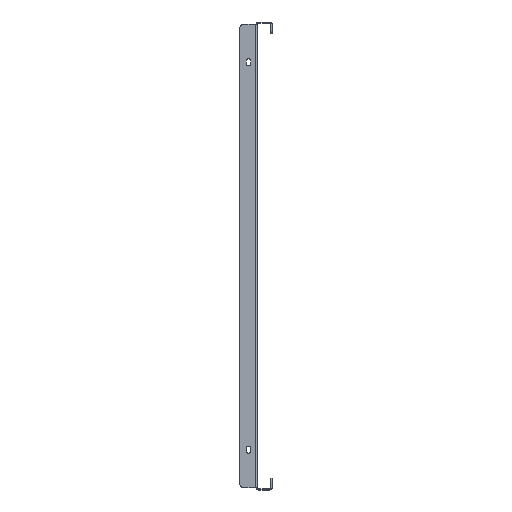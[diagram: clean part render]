
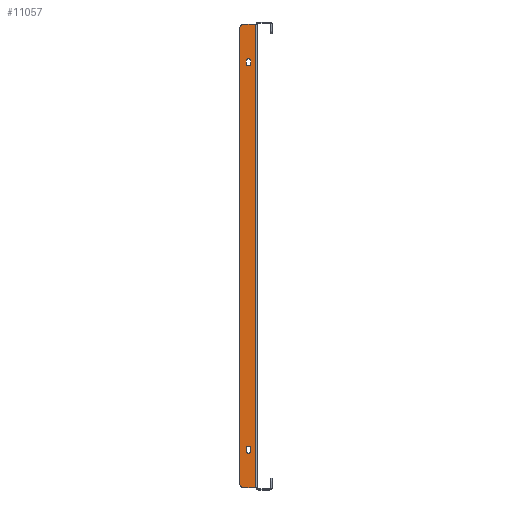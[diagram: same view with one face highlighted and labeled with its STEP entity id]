
A CAD part, left-side view. The second image highlights one B-rep face of the part: STEP entity #11057.
In plain terms, the highlighted planar face has unit normal (-1, 0, 0).
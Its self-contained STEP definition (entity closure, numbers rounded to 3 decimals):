
#95 = EDGE_CURVE ( 'NONE', #10951, #3868, #22073, .T. ) ;
#353 = EDGE_CURVE ( 'NONE', #12453, #10951, #3418, .T. ) ;
#379 = VECTOR ( 'NONE', #12342, 1000. ) ;
#510 = DIRECTION ( 'NONE',  ( -1., 0., 0. ) ) ;
#1242 = DIRECTION ( 'NONE',  ( 0., -1., 0. ) ) ;
#1556 = EDGE_LOOP ( 'NONE', ( #21649, #20316, #7246, #8894 ) ) ;
#1603 = AXIS2_PLACEMENT_3D ( 'NONE', #14580, #16458, #14702 ) ;
#1607 = CARTESIAN_POINT ( 'NONE',  ( -296., 1.5, 0. ) ) ;
#1637 = DIRECTION ( 'NONE',  ( 0., -1., 0. ) ) ;
#1641 = CARTESIAN_POINT ( 'NONE',  ( -296., 1.5, 295.5 ) ) ;
#2024 = EDGE_CURVE ( 'NONE', #15667, #5421, #19375, .T. ) ;
#2102 = CARTESIAN_POINT ( 'NONE',  ( -296., 12.75, -245.25 ) ) ;
#2112 = VERTEX_POINT ( 'NONE', #5636 ) ;
#2768 = CARTESIAN_POINT ( 'NONE',  ( -296., 0., 0. ) ) ;
#2912 = EDGE_LOOP ( 'NONE', ( #8397, #20884, #8897, #9630, #21046, #10811 ) ) ;
#2991 = DIRECTION ( 'NONE',  ( -1., 0., 0. ) ) ;
#3293 = CIRCLE ( 'NONE', #10431, 2.75 ) ;
#3397 = DIRECTION ( 'NONE',  ( 0., 0., 1. ) ) ;
#3418 = LINE ( 'NONE', #7275, #379 ) ;
#3434 = CIRCLE ( 'NONE', #4563, 2.75 ) ;
#3720 = VERTEX_POINT ( 'NONE', #17451 ) ;
#3761 = VERTEX_POINT ( 'NONE', #12520 ) ;
#3868 = VERTEX_POINT ( 'NONE', #4496 ) ;
#3920 = CARTESIAN_POINT ( 'NONE',  ( -296., 7.25, 245.25 ) ) ;
#3978 = DIRECTION ( 'NONE',  ( 0., -1., 0. ) ) ;
#4496 = CARTESIAN_POINT ( 'NONE',  ( -296., 7.25, 245.25 ) ) ;
#4563 = AXIS2_PLACEMENT_3D ( 'NONE', #17723, #20996, #21233 ) ;
#4717 = CARTESIAN_POINT ( 'NONE',  ( -296., 7.25, -245.25 ) ) ;
#5168 = AXIS2_PLACEMENT_3D ( 'NONE', #18291, #9505, #3978 ) ;
#5421 = VERTEX_POINT ( 'NONE', #18329 ) ;
#5565 = DIRECTION ( 'NONE',  ( 0., 0., 1. ) ) ;
#5636 = CARTESIAN_POINT ( 'NONE',  ( -296., 21., 290.5 ) ) ;
#6077 = VECTOR ( 'NONE', #1637, 1000. ) ;
#6605 = ORIENTED_EDGE ( 'NONE', *, *, #2024, .F. ) ;
#7035 = CIRCLE ( 'NONE', #5168, 2.75 ) ;
#7246 = ORIENTED_EDGE ( 'NONE', *, *, #16663, .F. ) ;
#7275 = CARTESIAN_POINT ( 'NONE',  ( -296., 12.75, 245.25 ) ) ;
#7653 = DIRECTION ( 'NONE',  ( 0., -1., 0. ) ) ;
#7761 = CARTESIAN_POINT ( 'NONE',  ( -296., 10., 245.25 ) ) ;
#7829 = EDGE_CURVE ( 'NONE', #11147, #13354, #19438, .T. ) ;
#7899 = LINE ( 'NONE', #3920, #16800 ) ;
#8306 = CARTESIAN_POINT ( 'NONE',  ( -296., 12.75, 248.75 ) ) ;
#8397 = ORIENTED_EDGE ( 'NONE', *, *, #12092, .F. ) ;
#8894 = ORIENTED_EDGE ( 'NONE', *, *, #17757, .F. ) ;
#8897 = ORIENTED_EDGE ( 'NONE', *, *, #9508, .F. ) ;
#8913 = LINE ( 'NONE', #19359, #13198 ) ;
#9239 = VERTEX_POINT ( 'NONE', #12871 ) ;
#9505 = DIRECTION ( 'NONE',  ( -1., 0., 0. ) ) ;
#9508 = EDGE_CURVE ( 'NONE', #9239, #2112, #14287, .T. ) ;
#9630 = ORIENTED_EDGE ( 'NONE', *, *, #21761, .T. ) ;
#9926 = FACE_BOUND ( 'NONE', #10631, .T. ) ;
#10156 = FACE_BOUND ( 'NONE', #1556, .T. ) ;
#10276 = VERTEX_POINT ( 'NONE', #4717 ) ;
#10431 = AXIS2_PLACEMENT_3D ( 'NONE', #20402, #16322, #12910 ) ;
#10631 = EDGE_LOOP ( 'NONE', ( #20482, #15735, #21063, #6605 ) ) ;
#10805 = CARTESIAN_POINT ( 'NONE',  ( -296., 12.75, -245.25 ) ) ;
#10811 = ORIENTED_EDGE ( 'NONE', *, *, #7829, .T. ) ;
#10843 = CARTESIAN_POINT ( 'NONE',  ( -296., 1.5, -295.5 ) ) ;
#10951 = VERTEX_POINT ( 'NONE', #20129 ) ;
#11057 = ADVANCED_FACE ( 'NONE', ( #10156, #9926, #17321 ), #17430, .T. ) ;
#11147 = VERTEX_POINT ( 'NONE', #10843 ) ;
#11445 = CARTESIAN_POINT ( 'NONE',  ( -296., 7.25, 248.75 ) ) ;
#11729 = CIRCLE ( 'NONE', #1603, 5. ) ;
#11955 = AXIS2_PLACEMENT_3D ( 'NONE', #7761, #510, #7653 ) ;
#12092 = EDGE_CURVE ( 'NONE', #3720, #13354, #12318, .T. ) ;
#12318 = LINE ( 'NONE', #19469, #6077 ) ;
#12322 = CARTESIAN_POINT ( 'NONE',  ( -296., 7.25, -245.25 ) ) ;
#12342 = DIRECTION ( 'NONE',  ( 0., 0., -1. ) ) ;
#12453 = VERTEX_POINT ( 'NONE', #8306 ) ;
#12520 = CARTESIAN_POINT ( 'NONE',  ( -296., 7.25, -248.75 ) ) ;
#12871 = CARTESIAN_POINT ( 'NONE',  ( -296., 21., -290.5 ) ) ;
#12910 = DIRECTION ( 'NONE',  ( 0., 1., 0. ) ) ;
#13198 = VECTOR ( 'NONE', #15863, 1000. ) ;
#13270 = VERTEX_POINT ( 'NONE', #15743 ) ;
#13349 = EDGE_CURVE ( 'NONE', #3761, #10276, #21234, .T. ) ;
#13354 = VERTEX_POINT ( 'NONE', #1641 ) ;
#13923 = VECTOR ( 'NONE', #3397, 1000. ) ;
#14260 = EDGE_CURVE ( 'NONE', #10276, #15667, #3434, .T. ) ;
#14270 = EDGE_CURVE ( 'NONE', #11147, #13270, #8913, .T. ) ;
#14287 = LINE ( 'NONE', #21427, #20098 ) ;
#14580 = CARTESIAN_POINT ( 'NONE',  ( -296., 16., -290.5 ) ) ;
#14702 = DIRECTION ( 'NONE',  ( 0., -1., 0. ) ) ;
#15667 = VERTEX_POINT ( 'NONE', #2102 ) ;
#15735 = ORIENTED_EDGE ( 'NONE', *, *, #13349, .F. ) ;
#15743 = CARTESIAN_POINT ( 'NONE',  ( -296., 16., -295.5 ) ) ;
#15863 = DIRECTION ( 'NONE',  ( 0., 1., 0. ) ) ;
#15915 = VECTOR ( 'NONE', #21309, 1000. ) ;
#16268 = DIRECTION ( 'NONE',  ( 0., -1., 0. ) ) ;
#16322 = DIRECTION ( 'NONE',  ( -1., 0., 0. ) ) ;
#16458 = DIRECTION ( 'NONE',  ( -1., 0., 0. ) ) ;
#16663 = EDGE_CURVE ( 'NONE', #22705, #12453, #7035, .T. ) ;
#16721 = EDGE_CURVE ( 'NONE', #5421, #3761, #3293, .T. ) ;
#16800 = VECTOR ( 'NONE', #5565, 1000. ) ;
#17321 = FACE_OUTER_BOUND ( 'NONE', #2912, .T. ) ;
#17430 = PLANE ( 'NONE',  #18383 ) ;
#17451 = CARTESIAN_POINT ( 'NONE',  ( -296., 16., 295.5 ) ) ;
#17552 = DIRECTION ( 'NONE',  ( -1., 0., 0. ) ) ;
#17633 = EDGE_CURVE ( 'NONE', #3720, #2112, #22829, .T. ) ;
#17723 = CARTESIAN_POINT ( 'NONE',  ( -296., 10., -245.25 ) ) ;
#17757 = EDGE_CURVE ( 'NONE', #3868, #22705, #7899, .T. ) ;
#17781 = CARTESIAN_POINT ( 'NONE',  ( -296., 16., 290.5 ) ) ;
#17959 = DIRECTION ( 'NONE',  ( 0., 0., -1. ) ) ;
#18291 = CARTESIAN_POINT ( 'NONE',  ( -296., 10., 248.75 ) ) ;
#18329 = CARTESIAN_POINT ( 'NONE',  ( -296., 12.75, -248.75 ) ) ;
#18383 = AXIS2_PLACEMENT_3D ( 'NONE', #2768, #2991, #1242 ) ;
#19359 = CARTESIAN_POINT ( 'NONE',  ( -296., 21., -295.5 ) ) ;
#19375 = LINE ( 'NONE', #10805, #20885 ) ;
#19438 = LINE ( 'NONE', #1607, #15915 ) ;
#19469 = CARTESIAN_POINT ( 'NONE',  ( -296., 0., 295.5 ) ) ;
#19773 = AXIS2_PLACEMENT_3D ( 'NONE', #17781, #17552, #16268 ) ;
#20098 = VECTOR ( 'NONE', #22971, 1000. ) ;
#20129 = CARTESIAN_POINT ( 'NONE',  ( -296., 12.75, 245.25 ) ) ;
#20316 = ORIENTED_EDGE ( 'NONE', *, *, #353, .F. ) ;
#20402 = CARTESIAN_POINT ( 'NONE',  ( -296., 10., -248.75 ) ) ;
#20482 = ORIENTED_EDGE ( 'NONE', *, *, #14260, .F. ) ;
#20884 = ORIENTED_EDGE ( 'NONE', *, *, #17633, .T. ) ;
#20885 = VECTOR ( 'NONE', #17959, 1000. ) ;
#20996 = DIRECTION ( 'NONE',  ( -1., 0., 0. ) ) ;
#21046 = ORIENTED_EDGE ( 'NONE', *, *, #14270, .F. ) ;
#21063 = ORIENTED_EDGE ( 'NONE', *, *, #16721, .F. ) ;
#21233 = DIRECTION ( 'NONE',  ( 0., 1., 0. ) ) ;
#21234 = LINE ( 'NONE', #12322, #13923 ) ;
#21309 = DIRECTION ( 'NONE',  ( 0., 0., 1. ) ) ;
#21427 = CARTESIAN_POINT ( 'NONE',  ( -296., 21., 295.5 ) ) ;
#21649 = ORIENTED_EDGE ( 'NONE', *, *, #95, .F. ) ;
#21761 = EDGE_CURVE ( 'NONE', #9239, #13270, #11729, .T. ) ;
#22073 = CIRCLE ( 'NONE', #11955, 2.75 ) ;
#22705 = VERTEX_POINT ( 'NONE', #11445 ) ;
#22829 = CIRCLE ( 'NONE', #19773, 5. ) ;
#22971 = DIRECTION ( 'NONE',  ( 0., 0., 1. ) ) ;
